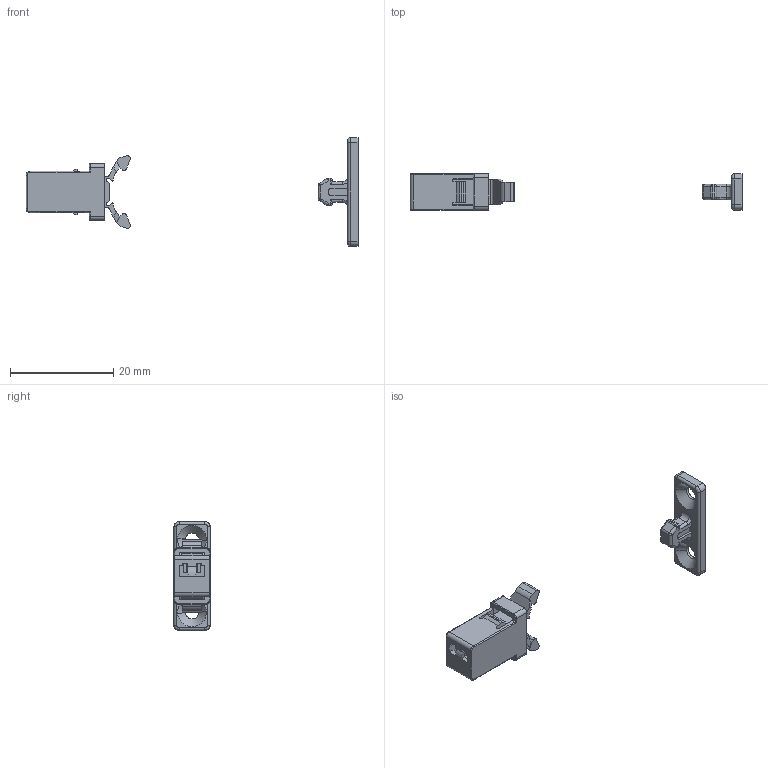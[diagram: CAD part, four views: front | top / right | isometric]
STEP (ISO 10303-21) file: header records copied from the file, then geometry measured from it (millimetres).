
FILE_DESCRIPTION((''),'2;1');
FILE_NAME('','2005-07-15T16:28:04',(''),(''),'','CADfix','');
FILE_SCHEMA(('AUTOMOTIVE_DESIGN'));
Length unit declared in the file: millimetre
Products named in the file (4): keeper; housing; arm; TL_304_1_7919_36
Assembly tree (3 placements, depth 2):
  TL_304_1_7919_36
    keeper
    housing
    arm
Bounding box: 64.17 x 7 x 21 mm (x, y, z)
Volume: 1044.9 mm3; surface area: 1844.8 mm2
Topology: 3 solids, 3 shells, 242 faces, 647 edges, 408 vertices
Faces by surface type: bspline 242
Entity records: 7335 total; most frequent: CARTESIAN_POINT 3572, ORIENTED_EDGE 1294, EDGE_CURVE 647, QUASI_UNIFORM_CURVE 433, VERTEX_POINT 408, EDGE_LOOP 251, FACE_OUTER_BOUND 242, ADVANCED_FACE 242
